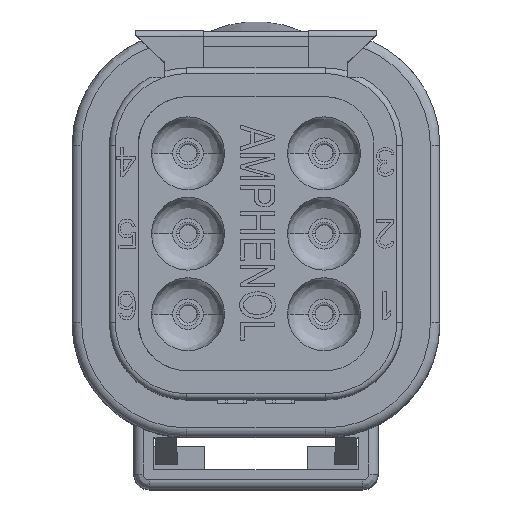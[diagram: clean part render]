
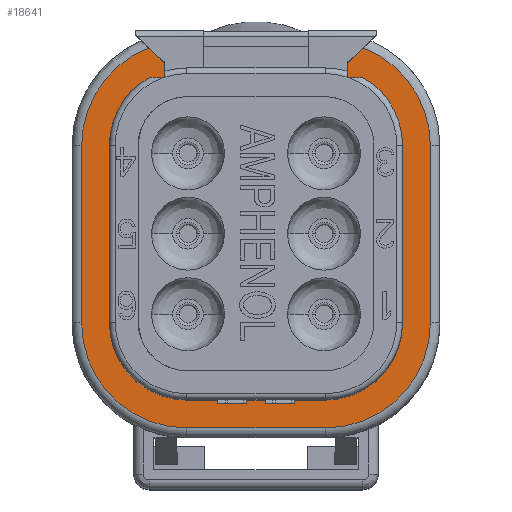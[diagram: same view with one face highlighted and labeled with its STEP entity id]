
A CAD part, top view. The second image highlights one B-rep face of the part: STEP entity #18641.
In plain terms, the highlighted planar face has unit normal (0, 0, 1).
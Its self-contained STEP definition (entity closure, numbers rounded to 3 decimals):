
#2362=CARTESIAN_POINT('',(3.62,4.62,18.85));
#2363=DIRECTION('',(0.,0.,1.));
#2364=DIRECTION('',(1.,0.,0.));
#2365=AXIS2_PLACEMENT_3D('',#2362,#2363,#2364);
#2367=DIRECTION('',(0.,1.,0.));
#2368=VECTOR('',#2367,9.24);
#2369=CARTESIAN_POINT('',(9.1,-4.62,18.85));
#2370=LINE('',#2369,#2368);
#2371=CARTESIAN_POINT('',(3.62,-4.62,18.85));
#2372=DIRECTION('',(0.,0.,1.));
#2373=DIRECTION('',(0.,-1.,0.));
#2374=AXIS2_PLACEMENT_3D('',#2371,#2372,#2373);
#2376=DIRECTION('',(1.,0.,0.));
#2377=VECTOR('',#2376,7.24);
#2378=CARTESIAN_POINT('',(-3.62,-10.1,18.85));
#2379=LINE('',#2378,#2377);
#2380=CARTESIAN_POINT('',(-3.62,-4.62,18.85));
#2381=DIRECTION('',(0.,0.,1.));
#2382=DIRECTION('',(-1.,0.,0.));
#2383=AXIS2_PLACEMENT_3D('',#2380,#2381,#2382);
#2385=DIRECTION('',(0.,-1.,0.));
#2386=VECTOR('',#2385,9.24);
#2387=CARTESIAN_POINT('',(-9.1,4.62,18.85));
#2388=LINE('',#2387,#2386);
#2389=CARTESIAN_POINT('',(-3.62,4.62,18.85));
#2390=DIRECTION('',(0.,0.,1.));
#2391=DIRECTION('',(-0.362,0.932,0.));
#2392=AXIS2_PLACEMENT_3D('',#2389,#2390,#2391);
#2394=DIRECTION('',(0.719,-0.695,0.));
#2395=VECTOR('',#2394,1.09);
#2396=CARTESIAN_POINT('',(-5.604,9.728,18.85));
#2397=LINE('',#2396,#2395);
#2398=DIRECTION('',(-1.,0.,0.));
#2399=VECTOR('',#2398,0.07);
#2400=CARTESIAN_POINT('',(-4.75,8.971,18.85));
#2401=LINE('',#2400,#2399);
#2402=DIRECTION('',(0.,-1.,0.));
#2403=VECTOR('',#2402,0.821);
#2404=CARTESIAN_POINT('',(-4.75,8.971,18.85));
#2405=LINE('',#2404,#2403);
#2406=DIRECTION('',(1.,0.,0.));
#2407=VECTOR('',#2406,0.814);
#2408=CARTESIAN_POINT('',(-5.564,8.15,18.85));
#2409=LINE('',#2408,#2407);
#2410=DIRECTION('',(1.,0.,0.));
#2411=VECTOR('',#2410,0.814);
#2412=CARTESIAN_POINT('',(4.75,8.15,18.85));
#2413=LINE('',#2412,#2411);
#2414=DIRECTION('',(0.,1.,0.));
#2415=VECTOR('',#2414,0.821);
#2416=CARTESIAN_POINT('',(4.75,8.15,18.85));
#2417=LINE('',#2416,#2415);
#2418=DIRECTION('',(-1.,0.,0.));
#2419=VECTOR('',#2418,0.07);
#2420=CARTESIAN_POINT('',(4.82,8.971,18.85));
#2421=LINE('',#2420,#2419);
#2422=DIRECTION('',(0.719,0.695,0.));
#2423=VECTOR('',#2422,1.09);
#2424=CARTESIAN_POINT('',(4.82,8.971,18.85));
#2425=LINE('',#2424,#2423);
#3012=CARTESIAN_POINT('',(3.62,4.62,18.85));
#3013=DIRECTION('',(0.,0.,-1.));
#3014=DIRECTION('',(0.482,0.876,0.));
#3015=AXIS2_PLACEMENT_3D('',#3012,#3013,#3014);
#5994=CARTESIAN_POINT('',(-3.62,4.62,18.85));
#5995=DIRECTION('',(0.,0.,-1.));
#5996=DIRECTION('',(-1.,0.,0.));
#5997=AXIS2_PLACEMENT_3D('',#5994,#5995,#5996);
#6020=DIRECTION('',(0.,-1.,0.));
#6021=VECTOR('',#6020,9.24);
#6022=CARTESIAN_POINT('',(-7.65,4.62,18.85));
#6023=LINE('',#6022,#6021);
#6043=CARTESIAN_POINT('',(-3.62,-4.62,18.85));
#6044=DIRECTION('',(0.,0.,-1.));
#6045=DIRECTION('',(0.,-1.,0.));
#6046=AXIS2_PLACEMENT_3D('',#6043,#6044,#6045);
#6056=DIRECTION('',(1.,0.,0.));
#6057=VECTOR('',#6056,7.24);
#6058=CARTESIAN_POINT('',(-3.62,-8.65,18.85));
#6059=LINE('',#6058,#6057);
#7319=CARTESIAN_POINT('',(3.62,-4.62,18.85));
#7320=DIRECTION('',(0.,0.,-1.));
#7321=DIRECTION('',(1.,0.,0.));
#7322=AXIS2_PLACEMENT_3D('',#7319,#7320,#7321);
#7332=DIRECTION('',(0.,1.,0.));
#7333=VECTOR('',#7332,9.24);
#7334=CARTESIAN_POINT('',(7.65,-4.62,18.85));
#7335=LINE('',#7334,#7333);
#12030=CARTESIAN_POINT('',(-7.65,4.62,18.85));
#12031=CARTESIAN_POINT('',(-7.65,-4.62,18.85));
#12032=VERTEX_POINT('',#12030);
#12033=VERTEX_POINT('',#12031);
#12034=CARTESIAN_POINT('',(-3.62,-8.65,18.85));
#12035=CARTESIAN_POINT('',(3.62,-8.65,18.85));
#12036=VERTEX_POINT('',#12034);
#12037=VERTEX_POINT('',#12035);
#12038=CARTESIAN_POINT('',(7.65,-4.62,18.85));
#12039=CARTESIAN_POINT('',(7.65,4.62,18.85));
#12040=VERTEX_POINT('',#12038);
#12041=VERTEX_POINT('',#12039);
#12138=CARTESIAN_POINT('',(5.564,8.15,18.85));
#12139=VERTEX_POINT('',#12138);
#12140=CARTESIAN_POINT('',(-5.564,8.15,18.85));
#12141=VERTEX_POINT('',#12140);
#12146=CARTESIAN_POINT('',(4.75,8.15,18.85));
#12147=VERTEX_POINT('',#12146);
#12148=CARTESIAN_POINT('',(-4.75,8.15,18.85));
#12149=VERTEX_POINT('',#12148);
#12226=CARTESIAN_POINT('',(9.1,4.62,18.85));
#12227=CARTESIAN_POINT('',(5.604,9.728,18.85));
#12228=VERTEX_POINT('',#12226);
#12229=VERTEX_POINT('',#12227);
#12230=CARTESIAN_POINT('',(9.1,-4.62,18.85));
#12231=VERTEX_POINT('',#12230);
#12234=CARTESIAN_POINT('',(3.62,-10.1,18.85));
#12235=VERTEX_POINT('',#12234);
#12238=CARTESIAN_POINT('',(-3.62,-10.1,18.85));
#12239=VERTEX_POINT('',#12238);
#12242=CARTESIAN_POINT('',(-9.1,-4.62,18.85));
#12243=VERTEX_POINT('',#12242);
#12246=CARTESIAN_POINT('',(-9.1,4.62,18.85));
#12247=VERTEX_POINT('',#12246);
#12250=CARTESIAN_POINT('',(-5.604,9.728,18.85));
#12251=VERTEX_POINT('',#12250);
#12331=CARTESIAN_POINT('',(4.75,8.971,18.85));
#12333=VERTEX_POINT('',#12331);
#12335=CARTESIAN_POINT('',(-4.75,8.971,18.85));
#12337=VERTEX_POINT('',#12335);
#12339=CARTESIAN_POINT('',(-4.82,8.971,18.85));
#12341=VERTEX_POINT('',#12339);
#12343=CARTESIAN_POINT('',(4.82,8.971,18.85));
#12345=VERTEX_POINT('',#12343);
#18591=CARTESIAN_POINT('',(0.,0.,18.85));
#18592=DIRECTION('',(0.,0.,-1.));
#18593=DIRECTION('',(-1.,0.,0.));
#18594=AXIS2_PLACEMENT_3D('',#18591,#18592,#18593);
#18595=PLANE('',#18594);
#18597=ORIENTED_EDGE('',*,*,#18596,.F.);
#18599=ORIENTED_EDGE('',*,*,#18598,.F.);
#18601=ORIENTED_EDGE('',*,*,#18600,.F.);
#18602=ORIENTED_EDGE('',*,*,#18581,.F.);
#18604=ORIENTED_EDGE('',*,*,#18603,.F.);
#18606=ORIENTED_EDGE('',*,*,#18605,.F.);
#18608=ORIENTED_EDGE('',*,*,#18607,.F.);
#18610=ORIENTED_EDGE('',*,*,#18609,.T.);
#18612=ORIENTED_EDGE('',*,*,#18611,.F.);
#18614=ORIENTED_EDGE('',*,*,#18613,.T.);
#18616=ORIENTED_EDGE('',*,*,#18615,.F.);
#18618=ORIENTED_EDGE('',*,*,#18617,.F.);
#18620=ORIENTED_EDGE('',*,*,#18619,.T.);
#18622=ORIENTED_EDGE('',*,*,#18621,.F.);
#18624=ORIENTED_EDGE('',*,*,#18623,.T.);
#18626=ORIENTED_EDGE('',*,*,#18625,.F.);
#18628=ORIENTED_EDGE('',*,*,#18627,.T.);
#18630=ORIENTED_EDGE('',*,*,#18629,.F.);
#18632=ORIENTED_EDGE('',*,*,#18631,.F.);
#18634=ORIENTED_EDGE('',*,*,#18633,.T.);
#18636=ORIENTED_EDGE('',*,*,#18635,.F.);
#18638=ORIENTED_EDGE('',*,*,#18637,.T.);
#18639=EDGE_LOOP('',(#18597,#18599,#18601,#18602,#18604,#18606,#18608,#18610,
#18612,#18614,#18616,#18618,#18620,#18622,#18624,#18626,#18628,#18630,#18632,
#18634,#18636,#18638));
#18640=FACE_OUTER_BOUND('',#18639,.F.);
#18641=ADVANCED_FACE('',(#18640),#18595,.F.);
#2366=CIRCLE('',#2365,5.48);
#2375=CIRCLE('',#2374,5.48);
#2384=CIRCLE('',#2383,5.48);
#2393=CIRCLE('',#2392,5.48);
#3016=CIRCLE('',#3015,4.03);
#5998=CIRCLE('',#5997,4.03);
#6047=CIRCLE('',#6046,4.03);
#7323=CIRCLE('',#7322,4.03);
#18581=EDGE_CURVE('',#12239,#12235,#2379,.T.);
#18596=EDGE_CURVE('',#12228,#12229,#2366,.T.);
#18598=EDGE_CURVE('',#12231,#12228,#2370,.T.);
#18600=EDGE_CURVE('',#12235,#12231,#2375,.T.);
#18603=EDGE_CURVE('',#12243,#12239,#2384,.T.);
#18605=EDGE_CURVE('',#12247,#12243,#2388,.T.);
#18607=EDGE_CURVE('',#12251,#12247,#2393,.T.);
#18609=EDGE_CURVE('',#12251,#12341,#2397,.T.);
#18611=EDGE_CURVE('',#12337,#12341,#2401,.T.);
#18613=EDGE_CURVE('',#12337,#12149,#2405,.T.);
#18615=EDGE_CURVE('',#12141,#12149,#2409,.T.);
#18617=EDGE_CURVE('',#12032,#12141,#5998,.T.);
#18619=EDGE_CURVE('',#12032,#12033,#6023,.T.);
#18621=EDGE_CURVE('',#12036,#12033,#6047,.T.);
#18623=EDGE_CURVE('',#12036,#12037,#6059,.T.);
#18625=EDGE_CURVE('',#12040,#12037,#7323,.T.);
#18627=EDGE_CURVE('',#12040,#12041,#7335,.T.);
#18629=EDGE_CURVE('',#12139,#12041,#3016,.T.);
#18631=EDGE_CURVE('',#12147,#12139,#2413,.T.);
#18633=EDGE_CURVE('',#12147,#12333,#2417,.T.);
#18635=EDGE_CURVE('',#12345,#12333,#2421,.T.);
#18637=EDGE_CURVE('',#12345,#12229,#2425,.T.);
